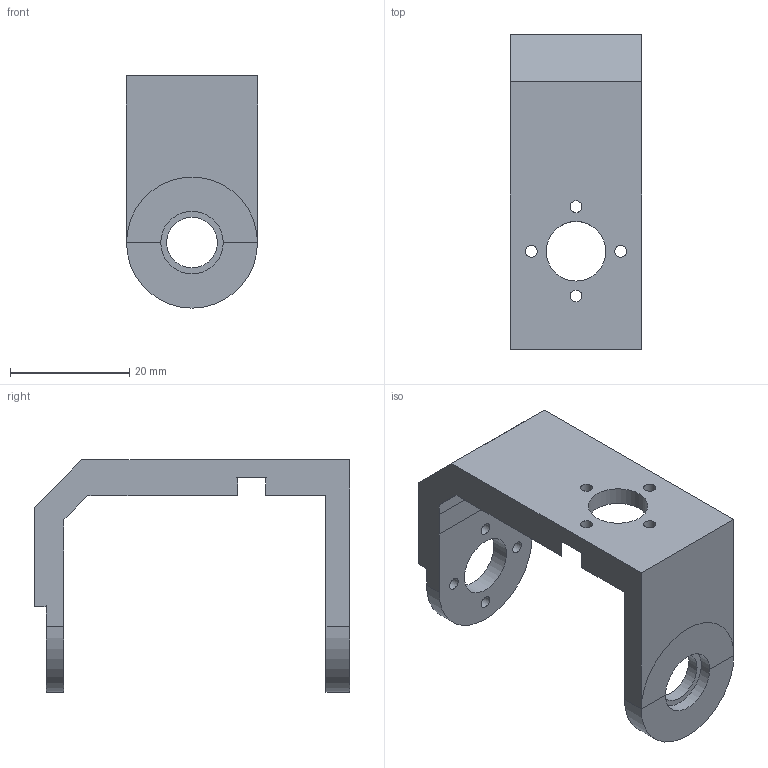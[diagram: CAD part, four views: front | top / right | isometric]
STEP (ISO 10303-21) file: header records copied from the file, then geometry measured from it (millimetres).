
FILE_DESCRIPTION(('FreeCAD Model'),'2;1');
FILE_NAME('legBracket.step' ,'2015-04-08T02:03:17',('FreeCAD'),('FreeCAD'), 'Open CASCADE STEP processor 6.7','FreeCAD','Unknown');
FILE_SCHEMA(('AUTOMOTIVE_DESIGN_CC2 { 1 2 10303 214 -1 1 5 4 }'));
Length unit declared in the file: millimetre
Products named in the file (1): bracketLargo
Bounding box: 22 x 53 x 39 mm (x, y, z)
Volume: 9722.1 mm3; surface area: 6346.7 mm2
Topology: 1 solids, 1 shells, 39 faces, 107 edges, 70 vertices
Faces by surface type: plane 20, cylinder 19
Full cylindrical faces by diameter (mm): 2 x8, 8.5 x1, 10 x2, 10.5 x1
Entity records: 2764 total; most frequent: CARTESIAN_POINT 589, DIRECTION 404, LINE 224, VECTOR 224, ORIENTED_EDGE 214, PCURVE 214, DEFINITIONAL_REPRESENTATION 214, EDGE_CURVE 107
